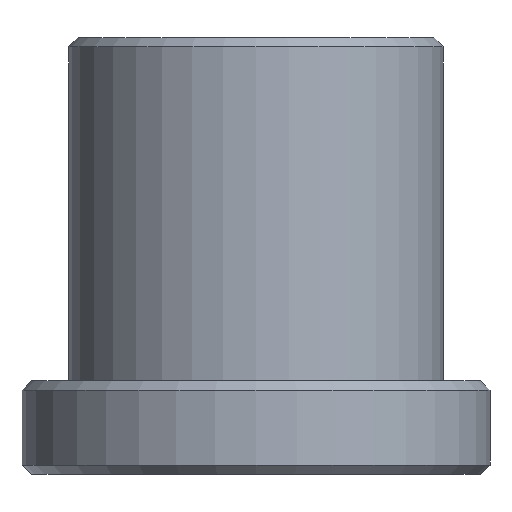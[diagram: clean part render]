
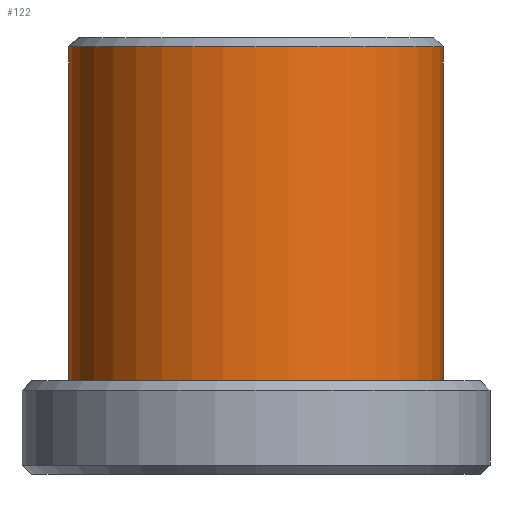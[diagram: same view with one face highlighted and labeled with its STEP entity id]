
A CAD part, front view. The second image highlights one B-rep face of the part: STEP entity #122.
In plain terms, the highlighted cylindrical face has radius 6 mm (diameter 12 mm), a partial arc.
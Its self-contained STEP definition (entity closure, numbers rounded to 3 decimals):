
#9 = EDGE_CURVE ( 'NONE', #1146, #1406, #1272, .T. ) ;
#43 = DIRECTION ( 'NONE',  ( 1., 0., 0. ) ) ;
#61 = CARTESIAN_POINT ( 'NONE',  ( -6., 0., 3. ) ) ;
#69 = VECTOR ( 'NONE', #1217, 1000. ) ;
#95 = DIRECTION ( 'NONE',  ( -1., 0., 0. ) ) ;
#122 = ADVANCED_FACE ( 'NONE', ( #247 ), #1096, .T. ) ;
#137 = CARTESIAN_POINT ( 'NONE',  ( 6., 0., 14. ) ) ;
#215 = CARTESIAN_POINT ( 'NONE',  ( 6., 0., 3. ) ) ;
#226 = CIRCLE ( 'NONE', #995, 6. ) ;
#247 = FACE_OUTER_BOUND ( 'NONE', #496, .T. ) ;
#250 = ORIENTED_EDGE ( 'NONE', *, *, #977, .T. ) ;
#326 = ORIENTED_EDGE ( 'NONE', *, *, #9, .F. ) ;
#375 = DIRECTION ( 'NONE',  ( 0., 0., -1. ) ) ;
#460 = LINE ( 'NONE', #534, #1306 ) ;
#496 = EDGE_LOOP ( 'NONE', ( #326, #1162, #250, #1053 ) ) ;
#534 = CARTESIAN_POINT ( 'NONE',  ( -6., 0., 14. ) ) ;
#615 = EDGE_CURVE ( 'NONE', #1146, #986, #929, .T. ) ;
#640 = DIRECTION ( 'NONE',  ( -1., 0., 0. ) ) ;
#682 = CARTESIAN_POINT ( 'NONE',  ( 0., 0., 14. ) ) ;
#724 = DIRECTION ( 'NONE',  ( 0., 0., -1. ) ) ;
#768 = DIRECTION ( 'NONE',  ( 0., 0., -1. ) ) ;
#784 = CARTESIAN_POINT ( 'NONE',  ( 6., 0., 13.7 ) ) ;
#849 = AXIS2_PLACEMENT_3D ( 'NONE', #682, #375, #640 ) ;
#929 = CIRCLE ( 'NONE', #939, 6. ) ;
#939 = AXIS2_PLACEMENT_3D ( 'NONE', #1382, #724, #43 ) ;
#976 = CARTESIAN_POINT ( 'NONE',  ( -6., 0., 13.7 ) ) ;
#977 = EDGE_CURVE ( 'NONE', #986, #1281, #460, .T. ) ;
#986 = VERTEX_POINT ( 'NONE', #976 ) ;
#995 = AXIS2_PLACEMENT_3D ( 'NONE', #1422, #768, #95 ) ;
#1053 = ORIENTED_EDGE ( 'NONE', *, *, #1392, .F. ) ;
#1096 = CYLINDRICAL_SURFACE ( 'NONE', #849, 6. ) ;
#1146 = VERTEX_POINT ( 'NONE', #784 ) ;
#1162 = ORIENTED_EDGE ( 'NONE', *, *, #615, .T. ) ;
#1217 = DIRECTION ( 'NONE',  ( 0., 0., -1. ) ) ;
#1272 = LINE ( 'NONE', #137, #69 ) ;
#1281 = VERTEX_POINT ( 'NONE', #61 ) ;
#1306 = VECTOR ( 'NONE', #1412, 1000. ) ;
#1382 = CARTESIAN_POINT ( 'NONE',  ( 0., 0., 13.7 ) ) ;
#1392 = EDGE_CURVE ( 'NONE', #1406, #1281, #226, .T. ) ;
#1406 = VERTEX_POINT ( 'NONE', #215 ) ;
#1412 = DIRECTION ( 'NONE',  ( 0., 0., -1. ) ) ;
#1422 = CARTESIAN_POINT ( 'NONE',  ( 0., 0., 3. ) ) ;
